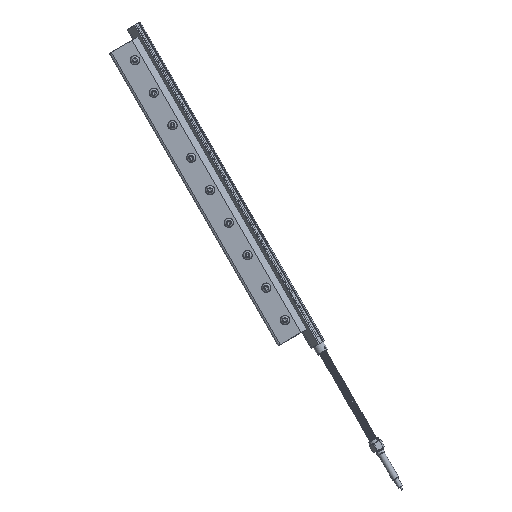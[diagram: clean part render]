
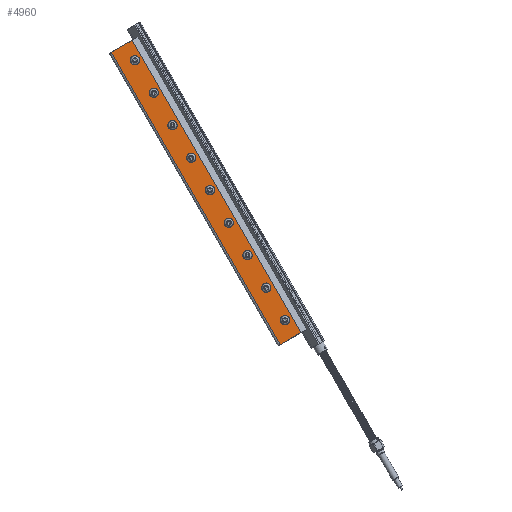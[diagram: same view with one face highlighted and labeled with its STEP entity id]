
A CAD part, left-side view. The second image highlights one B-rep face of the part: STEP entity #4960.
In plain terms, the highlighted face is planar.
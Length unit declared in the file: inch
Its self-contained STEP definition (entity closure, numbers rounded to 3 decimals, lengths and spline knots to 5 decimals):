
#475=LINE('',#7959,#749);
#476=LINE('',#7963,#750);
#477=LINE('',#7965,#751);
#478=LINE('',#7966,#752);
#749=VECTOR('',#6413,0.3937);
#750=VECTOR('',#6418,0.3937);
#751=VECTOR('',#6419,0.3937);
#752=VECTOR('',#6420,0.3937);
#1004=PLANE('',#5546);
#1219=FACE_BOUND('',#1858,.T.);
#1220=FACE_BOUND('',#1859,.T.);
#1221=FACE_BOUND('',#1860,.T.);
#1222=FACE_BOUND('',#1861,.T.);
#1223=FACE_BOUND('',#1862,.T.);
#1224=FACE_BOUND('',#1863,.T.);
#1225=FACE_BOUND('',#1864,.T.);
#1226=FACE_BOUND('',#1865,.T.);
#1227=FACE_BOUND('',#1866,.T.);
#1435=FACE_OUTER_BOUND('',#1857,.T.);
#1857=EDGE_LOOP('',(#3823,#3824,#3825,#3826));
#1858=EDGE_LOOP('',(#3827));
#1859=EDGE_LOOP('',(#3828));
#1860=EDGE_LOOP('',(#3829));
#1861=EDGE_LOOP('',(#3830));
#1862=EDGE_LOOP('',(#3831));
#1863=EDGE_LOOP('',(#3832));
#1864=EDGE_LOOP('',(#3833));
#1865=EDGE_LOOP('',(#3834));
#1866=EDGE_LOOP('',(#3835));
#2310=CIRCLE('',#5482,0.25);
#2314=CIRCLE('',#5489,0.25);
#2318=CIRCLE('',#5496,0.25);
#2322=CIRCLE('',#5503,0.25);
#2326=CIRCLE('',#5510,0.25);
#2330=CIRCLE('',#5517,0.25);
#2334=CIRCLE('',#5524,0.25);
#2338=CIRCLE('',#5531,0.25);
#2342=CIRCLE('',#5538,0.25);
#2588=VERTEX_POINT('',#7847);
#2592=VERTEX_POINT('',#7858);
#2596=VERTEX_POINT('',#7869);
#2600=VERTEX_POINT('',#7880);
#2604=VERTEX_POINT('',#7891);
#2608=VERTEX_POINT('',#7902);
#2612=VERTEX_POINT('',#7913);
#2616=VERTEX_POINT('',#7924);
#2620=VERTEX_POINT('',#7935);
#2628=VERTEX_POINT('',#7956);
#2629=VERTEX_POINT('',#7958);
#2630=VERTEX_POINT('',#7962);
#2631=VERTEX_POINT('',#7964);
#3065=EDGE_CURVE('',#2588,#2588,#2310,.T.);
#3069=EDGE_CURVE('',#2592,#2592,#2314,.T.);
#3073=EDGE_CURVE('',#2596,#2596,#2318,.T.);
#3077=EDGE_CURVE('',#2600,#2600,#2322,.T.);
#3081=EDGE_CURVE('',#2604,#2604,#2326,.T.);
#3085=EDGE_CURVE('',#2608,#2608,#2330,.T.);
#3089=EDGE_CURVE('',#2612,#2612,#2334,.T.);
#3093=EDGE_CURVE('',#2616,#2616,#2338,.T.);
#3097=EDGE_CURVE('',#2620,#2620,#2342,.T.);
#3107=EDGE_CURVE('',#2629,#2628,#475,.T.);
#3109=EDGE_CURVE('',#2628,#2630,#476,.T.);
#3110=EDGE_CURVE('',#2631,#2630,#477,.T.);
#3111=EDGE_CURVE('',#2631,#2629,#478,.T.);
#3823=ORIENTED_EDGE('',*,*,#3109,.T.);
#3824=ORIENTED_EDGE('',*,*,#3110,.F.);
#3825=ORIENTED_EDGE('',*,*,#3111,.T.);
#3826=ORIENTED_EDGE('',*,*,#3107,.T.);
#3827=ORIENTED_EDGE('',*,*,#3065,.T.);
#3828=ORIENTED_EDGE('',*,*,#3069,.T.);
#3829=ORIENTED_EDGE('',*,*,#3073,.T.);
#3830=ORIENTED_EDGE('',*,*,#3077,.T.);
#3831=ORIENTED_EDGE('',*,*,#3081,.T.);
#3832=ORIENTED_EDGE('',*,*,#3085,.T.);
#3833=ORIENTED_EDGE('',*,*,#3089,.T.);
#3834=ORIENTED_EDGE('',*,*,#3093,.T.);
#3835=ORIENTED_EDGE('',*,*,#3097,.T.);
#4960=ADVANCED_FACE('',(#1435,#1219,#1220,#1221,#1222,#1223,#1224,#1225,
#1226,#1227),#1004,.T.);
#5482=AXIS2_PLACEMENT_3D('',#7848,#6280,#6281);
#5489=AXIS2_PLACEMENT_3D('',#7859,#6294,#6295);
#5496=AXIS2_PLACEMENT_3D('',#7870,#6308,#6309);
#5503=AXIS2_PLACEMENT_3D('',#7881,#6322,#6323);
#5510=AXIS2_PLACEMENT_3D('',#7892,#6336,#6337);
#5517=AXIS2_PLACEMENT_3D('',#7903,#6350,#6351);
#5524=AXIS2_PLACEMENT_3D('',#7914,#6364,#6365);
#5531=AXIS2_PLACEMENT_3D('',#7925,#6378,#6379);
#5538=AXIS2_PLACEMENT_3D('',#7936,#6392,#6393);
#5546=AXIS2_PLACEMENT_3D('',#7961,#6416,#6417);
#6280=DIRECTION('center_axis',(-1.,0.,0.));
#6281=DIRECTION('ref_axis',(0.,1.,0.));
#6294=DIRECTION('center_axis',(-1.,0.,0.));
#6295=DIRECTION('ref_axis',(0.,1.,0.));
#6308=DIRECTION('center_axis',(-1.,0.,0.));
#6309=DIRECTION('ref_axis',(0.,1.,0.));
#6322=DIRECTION('center_axis',(-1.,0.,0.));
#6323=DIRECTION('ref_axis',(0.,1.,0.));
#6336=DIRECTION('center_axis',(-1.,0.,0.));
#6337=DIRECTION('ref_axis',(0.,1.,0.));
#6350=DIRECTION('center_axis',(-1.,0.,0.));
#6351=DIRECTION('ref_axis',(0.,1.,0.));
#6364=DIRECTION('center_axis',(-1.,0.,0.));
#6365=DIRECTION('ref_axis',(0.,1.,0.));
#6378=DIRECTION('center_axis',(-1.,0.,0.));
#6379=DIRECTION('ref_axis',(0.,1.,0.));
#6392=DIRECTION('center_axis',(-1.,0.,0.));
#6393=DIRECTION('ref_axis',(0.,1.,0.));
#6413=DIRECTION('',(0.,0.,1.));
#6416=DIRECTION('center_axis',(1.,0.,0.));
#6417=DIRECTION('ref_axis',(0.,0.,-1.));
#6418=DIRECTION('',(0.,-1.,0.));
#6419=DIRECTION('',(0.,0.,1.));
#6420=DIRECTION('',(0.,1.,0.));
#7847=CARTESIAN_POINT('',(0.5,1.,1.));
#7848=CARTESIAN_POINT('Origin',(0.5,0.75,1.));
#7858=CARTESIAN_POINT('',(0.5,1.,3.));
#7859=CARTESIAN_POINT('Origin',(0.5,0.75,3.));
#7869=CARTESIAN_POINT('',(0.5,1.,5.));
#7870=CARTESIAN_POINT('Origin',(0.5,0.75,5.));
#7880=CARTESIAN_POINT('',(0.5,1.,7.));
#7881=CARTESIAN_POINT('Origin',(0.5,0.75,7.));
#7891=CARTESIAN_POINT('',(0.5,1.,9.));
#7892=CARTESIAN_POINT('Origin',(0.5,0.75,9.));
#7902=CARTESIAN_POINT('',(0.5,1.,11.));
#7903=CARTESIAN_POINT('Origin',(0.5,0.75,11.));
#7913=CARTESIAN_POINT('',(0.5,1.,13.));
#7914=CARTESIAN_POINT('Origin',(0.5,0.75,13.));
#7924=CARTESIAN_POINT('',(0.5,1.,15.));
#7925=CARTESIAN_POINT('Origin',(0.5,0.75,15.));
#7935=CARTESIAN_POINT('',(0.5,1.,17.));
#7936=CARTESIAN_POINT('Origin',(0.5,0.75,17.));
#7956=CARTESIAN_POINT('',(0.5,1.625,18.));
#7958=CARTESIAN_POINT('',(0.5,1.625,0.));
#7959=CARTESIAN_POINT('',(0.5,1.625,0.));
#7961=CARTESIAN_POINT('Origin',(0.5,1.625,0.));
#7962=CARTESIAN_POINT('',(0.5,0.34375,18.));
#7963=CARTESIAN_POINT('',(0.5,0.34375,18.));
#7964=CARTESIAN_POINT('',(0.5,0.34375,0.));
#7965=CARTESIAN_POINT('',(0.5,0.34375,0.));
#7966=CARTESIAN_POINT('',(0.5,0.34375,0.));
